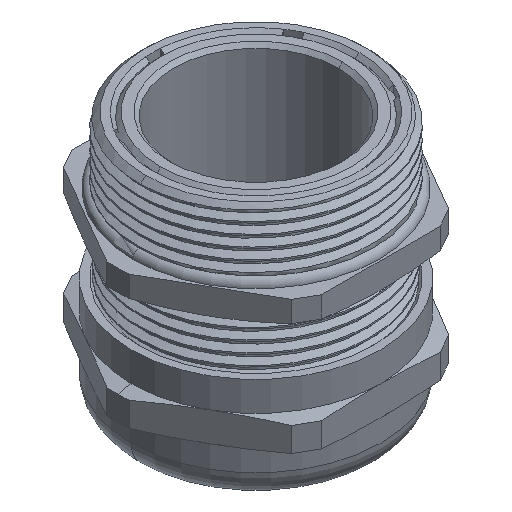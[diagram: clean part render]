
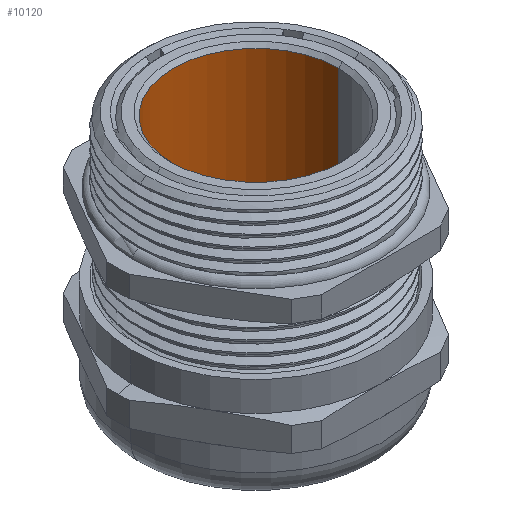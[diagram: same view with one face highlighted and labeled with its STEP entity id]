
A CAD part, isometric view. The second image highlights one B-rep face of the part: STEP entity #10120.
In plain terms, the highlighted cylindrical face has radius 11.25 mm (diameter 22.5 mm), a partial arc.
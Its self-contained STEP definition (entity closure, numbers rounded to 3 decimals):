
#78 = EDGE_CURVE ( 'NONE', #7443, #13348, #3581, .T. ) ;
#325 = DIRECTION ( 'NONE',  ( -1., 0., 0. ) ) ;
#752 = FACE_OUTER_BOUND ( 'NONE', #1321, .T. ) ;
#974 = ORIENTED_EDGE ( 'NONE', *, *, #8316, .T. ) ;
#1321 = EDGE_LOOP ( 'NONE', ( #19750, #12985, #974, #8766 ) ) ;
#2109 = VERTEX_POINT ( 'NONE', #3819 ) ;
#2171 = CARTESIAN_POINT ( 'NONE',  ( 0., 0., 0. ) ) ;
#3420 = AXIS2_PLACEMENT_3D ( 'NONE', #7357, #5741, #7556 ) ;
#3581 = CIRCLE ( 'NONE', #12652, 11.25 ) ;
#3819 = CARTESIAN_POINT ( 'NONE',  ( 11.25, 0., 34. ) ) ;
#4700 = CARTESIAN_POINT ( 'NONE',  ( 11.25, 0., 12.998 ) ) ;
#5741 = DIRECTION ( 'NONE',  ( 0., 0., 1. ) ) ;
#6850 = DIRECTION ( 'NONE',  ( 0., 0., -1. ) ) ;
#7167 = CARTESIAN_POINT ( 'NONE',  ( 11.25, 0., 0. ) ) ;
#7357 = CARTESIAN_POINT ( 'NONE',  ( 0., 0., 34. ) ) ;
#7443 = VERTEX_POINT ( 'NONE', #14813 ) ;
#7556 = DIRECTION ( 'NONE',  ( -1., 0., 0. ) ) ;
#8055 = CARTESIAN_POINT ( 'NONE',  ( 0., 0., 12.998 ) ) ;
#8316 = EDGE_CURVE ( 'NONE', #18841, #7443, #9248, .T. ) ;
#8766 = ORIENTED_EDGE ( 'NONE', *, *, #78, .T. ) ;
#9248 = LINE ( 'NONE', #12379, #14645 ) ;
#9783 = CYLINDRICAL_SURFACE ( 'NONE', #11129, 11.25 ) ;
#10120 = ADVANCED_FACE ( 'NONE', ( #752 ), #9783, .F. ) ;
#10211 = VECTOR ( 'NONE', #13342, 1000. ) ;
#11129 = AXIS2_PLACEMENT_3D ( 'NONE', #2171, #6850, #16181 ) ;
#11523 = CIRCLE ( 'NONE', #3420, 11.25 ) ;
#12379 = CARTESIAN_POINT ( 'NONE',  ( -11.25, 0., 0. ) ) ;
#12652 = AXIS2_PLACEMENT_3D ( 'NONE', #8055, #14234, #325 ) ;
#12985 = ORIENTED_EDGE ( 'NONE', *, *, #13326, .T. ) ;
#13326 = EDGE_CURVE ( 'NONE', #2109, #18841, #11523, .T. ) ;
#13342 = DIRECTION ( 'NONE',  ( 0., 0., -1. ) ) ;
#13348 = VERTEX_POINT ( 'NONE', #4700 ) ;
#14092 = EDGE_CURVE ( 'NONE', #2109, #13348, #19446, .T. ) ;
#14234 = DIRECTION ( 'NONE',  ( 0., 0., -1. ) ) ;
#14645 = VECTOR ( 'NONE', #18587, 1000. ) ;
#14813 = CARTESIAN_POINT ( 'NONE',  ( -11.25, 0., 12.998 ) ) ;
#14931 = CARTESIAN_POINT ( 'NONE',  ( -11.25, 0., 34. ) ) ;
#16181 = DIRECTION ( 'NONE',  ( -1., 0., 0. ) ) ;
#18587 = DIRECTION ( 'NONE',  ( 0., 0., -1. ) ) ;
#18841 = VERTEX_POINT ( 'NONE', #14931 ) ;
#19446 = LINE ( 'NONE', #7167, #10211 ) ;
#19750 = ORIENTED_EDGE ( 'NONE', *, *, #14092, .F. ) ;
